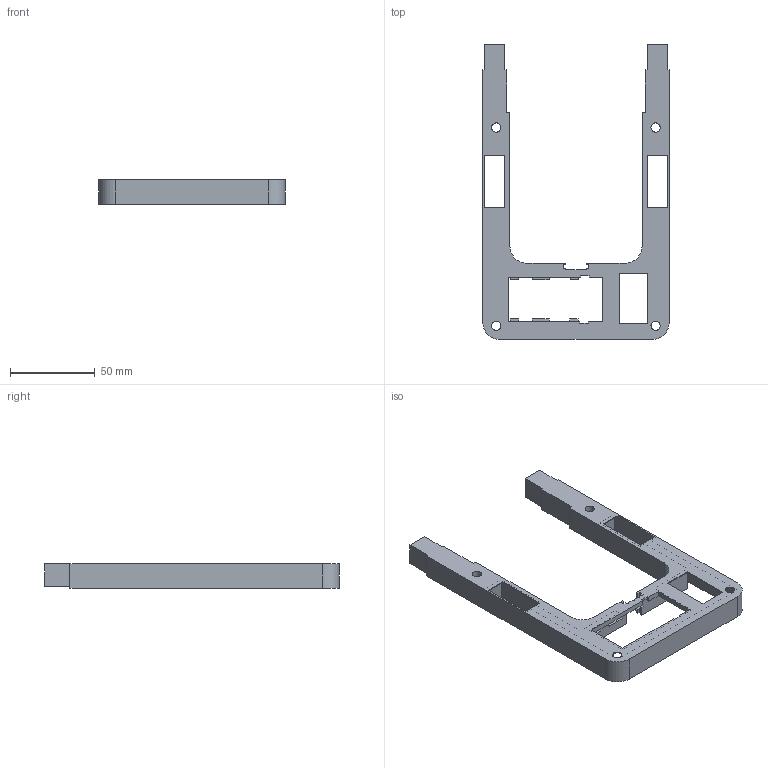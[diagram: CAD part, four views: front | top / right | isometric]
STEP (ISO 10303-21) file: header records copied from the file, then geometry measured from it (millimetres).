
FILE_DESCRIPTION(/* description */ (''),/* implementation_level */ '2;1');
FILE_NAME(/* name */ 'body_bottom.step',/* time_stamp */ '2024-10-26T23:38:34+02:00',/* author */ (''),/* organization */ (''),/* preprocessor_version */ 'ST-DEVELOPER v20',/* originating_system */ 'Autodesk Translation Framework v13.20.0.188',/* authorisation */ '');
FILE_SCHEMA (('AUTOMOTIVE_DESIGN { 1 0 10303 214 3 1 1 }'));
Length unit declared in the file: millimetre
Products named in the file (1): portable vpin
Bounding box: 110 x 174 x 14.5 mm (x, y, z)
Volume: 58011.5 mm3; surface area: 33473 mm2
Topology: 1 solids, 1 shells, 133 faces, 383 edges, 249 vertices
Faces by surface type: plane 123, cylinder 10
Full cylindrical faces by diameter (mm): 5.5 x4
Entity records: 4344 total; most frequent: ORIENTED_EDGE 766, CARTESIAN_POINT 766, DIRECTION 671, EDGE_CURVE 383, LINE 363, VECTOR 363, VERTEX_POINT 249, AXIS2_PLACEMENT_3D 154
